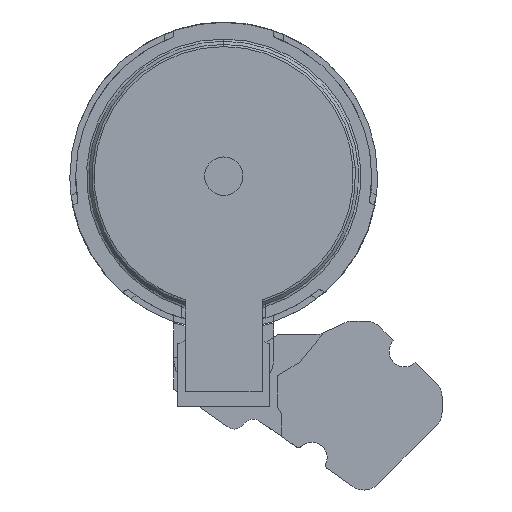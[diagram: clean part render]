
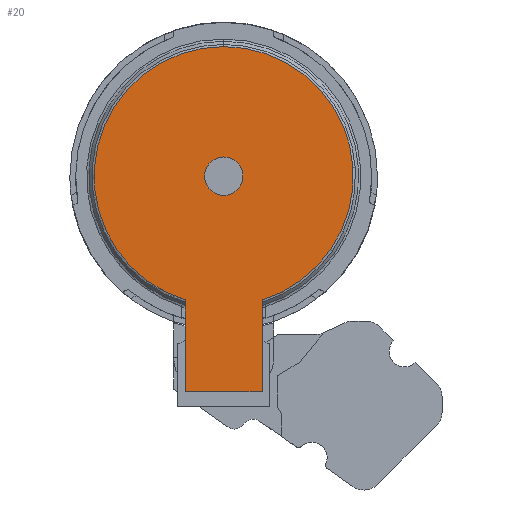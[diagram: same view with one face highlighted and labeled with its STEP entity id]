
A CAD part, front view. The second image highlights one B-rep face of the part: STEP entity #20.
In plain terms, the highlighted planar face has unit normal (0, -1, 0).
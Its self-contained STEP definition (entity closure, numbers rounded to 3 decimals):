
#20 = ADVANCED_FACE ( 'NONE', ( #1536, #9009 ), #3810, .T. ) ;
#52 = VERTEX_POINT ( 'NONE', #196 ) ;
#91 = EDGE_CURVE ( 'NONE', #5035, #1073, #1422, .T. ) ;
#130 = CARTESIAN_POINT ( 'NONE',  ( 0., 0., 0. ) ) ;
#138 = EDGE_CURVE ( 'NONE', #4520, #6915, #2903, .T. ) ;
#156 = VERTEX_POINT ( 'NONE', #7561 ) ;
#196 = CARTESIAN_POINT ( 'NONE',  ( 1., 0., -5.6 ) ) ;
#596 = EDGE_CURVE ( 'NONE', #1073, #52, #1865, .T. ) ;
#787 = DIRECTION ( 'NONE',  ( 0., 0., 1. ) ) ;
#905 = AXIS2_PLACEMENT_3D ( 'NONE', #130, #8905, #6589 ) ;
#933 = ORIENTED_EDGE ( 'NONE', *, *, #138, .F. ) ;
#1026 = VERTEX_POINT ( 'NONE', #6760 ) ;
#1073 = VERTEX_POINT ( 'NONE', #5344 ) ;
#1422 = LINE ( 'NONE', #3775, #4953 ) ;
#1536 = FACE_OUTER_BOUND ( 'NONE', #8977, .T. ) ;
#1599 = CARTESIAN_POINT ( 'NONE',  ( 1., 0., -5.6 ) ) ;
#1774 = DIRECTION ( 'NONE',  ( 0., -1., 0. ) ) ;
#1865 = LINE ( 'NONE', #6578, #9337 ) ;
#2468 = DIRECTION ( 'NONE',  ( 0., 0., -1. ) ) ;
#2528 = ORIENTED_EDGE ( 'NONE', *, *, #91, .T. ) ;
#2579 = ORIENTED_EDGE ( 'NONE', *, *, #596, .T. ) ;
#2592 = CARTESIAN_POINT ( 'NONE',  ( -1., 0., -3.218 ) ) ;
#2903 = CIRCLE ( 'NONE', #8179, 0.5 ) ;
#2980 = DIRECTION ( 'NONE',  ( 0., 0., 1. ) ) ;
#3240 = DIRECTION ( 'NONE',  ( 0., 0., 1. ) ) ;
#3560 = CARTESIAN_POINT ( 'NONE',  ( 0., 0., 0.5 ) ) ;
#3641 = CIRCLE ( 'NONE', #9047, 3.37 ) ;
#3647 = ORIENTED_EDGE ( 'NONE', *, *, #9044, .F. ) ;
#3672 = EDGE_CURVE ( 'NONE', #5035, #156, #3641, .T. ) ;
#3775 = CARTESIAN_POINT ( 'NONE',  ( -1., 0., -3.218 ) ) ;
#3810 = PLANE ( 'NONE',  #905 ) ;
#4020 = DIRECTION ( 'NONE',  ( 0., 0., -1. ) ) ;
#4520 = VERTEX_POINT ( 'NONE', #3560 ) ;
#4694 = CARTESIAN_POINT ( 'NONE',  ( 0., 0., 0. ) ) ;
#4821 = VECTOR ( 'NONE', #787, 1000. ) ;
#4953 = VECTOR ( 'NONE', #2468, 1000. ) ;
#5035 = VERTEX_POINT ( 'NONE', #2592 ) ;
#5199 = EDGE_CURVE ( 'NONE', #156, #1026, #8339, .T. ) ;
#5344 = CARTESIAN_POINT ( 'NONE',  ( -1., 0., -5.6 ) ) ;
#5792 = DIRECTION ( 'NONE',  ( 0., 0., 1. ) ) ;
#5889 = DIRECTION ( 'NONE',  ( 1., 0., 0. ) ) ;
#5890 = ORIENTED_EDGE ( 'NONE', *, *, #3672, .F. ) ;
#5958 = DIRECTION ( 'NONE',  ( 0., 1., 0. ) ) ;
#6177 = DIRECTION ( 'NONE',  ( 0., -1., 0. ) ) ;
#6531 = CARTESIAN_POINT ( 'NONE',  ( 0., 0., 0. ) ) ;
#6543 = ORIENTED_EDGE ( 'NONE', *, *, #6694, .T. ) ;
#6578 = CARTESIAN_POINT ( 'NONE',  ( -1., 0., -5.6 ) ) ;
#6589 = DIRECTION ( 'NONE',  ( 0., 0., -1. ) ) ;
#6694 = EDGE_CURVE ( 'NONE', #52, #1026, #7417, .T. ) ;
#6760 = CARTESIAN_POINT ( 'NONE',  ( 1., 0., -3.218 ) ) ;
#6915 = VERTEX_POINT ( 'NONE', #8915 ) ;
#7417 = LINE ( 'NONE', #1599, #4821 ) ;
#7484 = AXIS2_PLACEMENT_3D ( 'NONE', #9018, #6177, #4020 ) ;
#7561 = CARTESIAN_POINT ( 'NONE',  ( 0., 0., 3.37 ) ) ;
#8111 = CARTESIAN_POINT ( 'NONE',  ( 0., 0., 0. ) ) ;
#8159 = ORIENTED_EDGE ( 'NONE', *, *, #5199, .F. ) ;
#8179 = AXIS2_PLACEMENT_3D ( 'NONE', #4694, #1774, #3240 ) ;
#8185 = CIRCLE ( 'NONE', #7484, 0.5 ) ;
#8339 = CIRCLE ( 'NONE', #8377, 3.37 ) ;
#8377 = AXIS2_PLACEMENT_3D ( 'NONE', #6531, #8681, #5792 ) ;
#8681 = DIRECTION ( 'NONE',  ( 0., 1., 0. ) ) ;
#8905 = DIRECTION ( 'NONE',  ( 0., -1., 0. ) ) ;
#8915 = CARTESIAN_POINT ( 'NONE',  ( 0., 0., -0.5 ) ) ;
#8953 = EDGE_LOOP ( 'NONE', ( #933, #3647 ) ) ;
#8977 = EDGE_LOOP ( 'NONE', ( #5890, #2528, #2579, #6543, #8159 ) ) ;
#9009 = FACE_BOUND ( 'NONE', #8953, .T. ) ;
#9018 = CARTESIAN_POINT ( 'NONE',  ( 0., 0., 0. ) ) ;
#9044 = EDGE_CURVE ( 'NONE', #6915, #4520, #8185, .T. ) ;
#9047 = AXIS2_PLACEMENT_3D ( 'NONE', #8111, #5958, #2980 ) ;
#9337 = VECTOR ( 'NONE', #5889, 1000. ) ;
